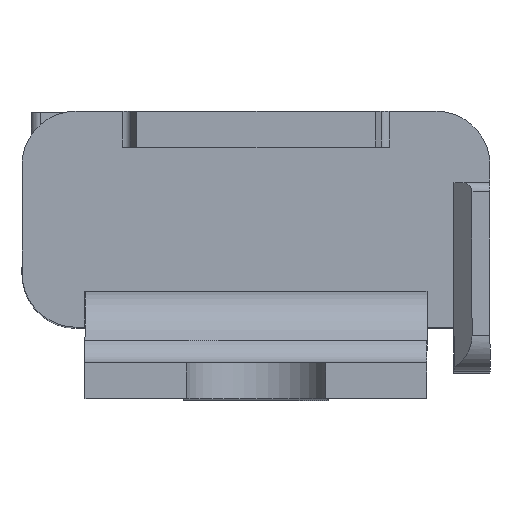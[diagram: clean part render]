
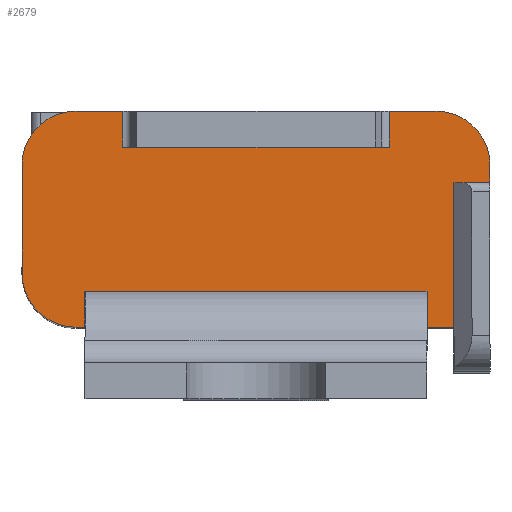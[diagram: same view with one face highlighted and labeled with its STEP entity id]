
A CAD part, top view. The second image highlights one B-rep face of the part: STEP entity #2679.
In plain terms, the highlighted planar face has unit normal (0, 0, 1).
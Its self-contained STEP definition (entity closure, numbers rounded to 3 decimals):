
#1 = CARTESIAN_POINT ( 'NONE',  ( 1.3, -0.2, 0. ) ) ;
#3 = CARTESIAN_POINT ( 'NONE',  ( -0.95, -0.8, 0. ) ) ;
#5 = CARTESIAN_POINT ( 'NONE',  ( -1., 0.2, 0. ) ) ;
#19 = CARTESIAN_POINT ( 'NONE',  ( 0.95, -1., 0. ) ) ;
#33 = CARTESIAN_POINT ( 'NONE',  ( -1.3, -0.7, 0. ) ) ;
#36 = CARTESIAN_POINT ( 'NONE',  ( 1.3, -0.1, 0. ) ) ;
#39 = CARTESIAN_POINT ( 'NONE',  ( 1.1, -0.2, 0. ) ) ;
#52 = CARTESIAN_POINT ( 'NONE',  ( -0.74, 0., 0. ) ) ;
#84 = CARTESIAN_POINT ( 'NONE',  ( 1., 0.2, 0. ) ) ;
#85 = CARTESIAN_POINT ( 'NONE',  ( -0.74, 0.2, 0. ) ) ;
#93 = CARTESIAN_POINT ( 'NONE',  ( 0.74, 0., 0. ) ) ;
#99 = CARTESIAN_POINT ( 'NONE',  ( 0.74, 0.2, 0. ) ) ;
#105 = CARTESIAN_POINT ( 'NONE',  ( 1.1, -1., 0. ) ) ;
#133 = LINE ( 'NONE', #134, #593 ) ;
#134 = CARTESIAN_POINT ( 'NONE',  ( 1.1, 0., 0. ) ) ;
#135 = DIRECTION ( 'NONE',  ( 0., 1., 0. ) ) ;
#142 = LINE ( 'NONE', #143, #780 ) ;
#143 = CARTESIAN_POINT ( 'NONE',  ( -1.1, -0.8, 0. ) ) ;
#144 = DIRECTION ( 'NONE',  ( 1., 0., 0. ) ) ;
#477 = LINE ( 'NONE', #478, #997 ) ;
#478 = CARTESIAN_POINT ( 'NONE',  ( -1., -1., 0. ) ) ;
#479 = DIRECTION ( 'NONE',  ( -1., 0., 0. ) ) ;
#510 = PLANE ( 'NONE',  #995 ) ;
#511 = CARTESIAN_POINT ( 'NONE',  ( -12.296, -0.1, 0. ) ) ;
#512 = DIRECTION ( 'NONE',  ( 0., 0., -1. ) ) ;
#513 = DIRECTION ( 'NONE',  ( 0., 1., 0. ) ) ;
#593 = VECTOR ( 'NONE', #135, 1000. ) ;
#595 = AXIS2_PLACEMENT_3D ( 'NONE', #1943, #1110, #1111 ) ;
#616 = AXIS2_PLACEMENT_3D ( 'NONE', #1112, #1113, #1114 ) ;
#622 = VECTOR ( 'NONE', #1340, 1000. ) ;
#635 = VECTOR ( 'NONE', #1940, 1000. ) ;
#737 = VECTOR ( 'NONE', #1352, 1000. ) ;
#772 = VECTOR ( 'NONE', #1346, 1000. ) ;
#780 = VECTOR ( 'NONE', #144, 1000. ) ;
#790 = VECTOR ( 'NONE', #1618, 1000. ) ;
#794 = AXIS2_PLACEMENT_3D ( 'NONE', #1948, #1945, #1944 ) ;
#802 = VECTOR ( 'NONE', #1127, 1000. ) ;
#819 = VECTOR ( 'NONE', #1133, 1000. ) ;
#827 = VECTOR ( 'NONE', #1124, 1000. ) ;
#963 = VECTOR ( 'NONE', #1343, 1000. ) ;
#990 = FACE_OUTER_BOUND ( 'NONE', #2103, .T. ) ;
#995 = AXIS2_PLACEMENT_3D ( 'NONE', #511, #512, #513 ) ;
#997 = VECTOR ( 'NONE', #479, 1000. ) ;
#1064 = VECTOR ( 'NONE', #3133, 1000. ) ;
#1103 = VECTOR ( 'NONE', #3011, 1000. ) ;
#1110 = DIRECTION ( 'NONE',  ( 0., 0., -1. ) ) ;
#1111 = DIRECTION ( 'NONE',  ( 0., 1., 0. ) ) ;
#1112 = CARTESIAN_POINT ( 'NONE',  ( 1., -0.1, 0. ) ) ;
#1113 = DIRECTION ( 'NONE',  ( 0., 0., -1. ) ) ;
#1114 = DIRECTION ( 'NONE',  ( 0., -1., 0. ) ) ;
#1122 = LINE ( 'NONE', #1123, #827 ) ;
#1123 = CARTESIAN_POINT ( 'NONE',  ( -0.74, -10.949, 0. ) ) ;
#1124 = DIRECTION ( 'NONE',  ( 0., 1., 0. ) ) ;
#1125 = LINE ( 'NONE', #1126, #802 ) ;
#1126 = CARTESIAN_POINT ( 'NONE',  ( -1.3, -0.1, 0. ) ) ;
#1127 = DIRECTION ( 'NONE',  ( 0., -1., 0. ) ) ;
#1131 = LINE ( 'NONE', #1132, #819 ) ;
#1132 = CARTESIAN_POINT ( 'NONE',  ( 1.3, -0.1, 0. ) ) ;
#1133 = DIRECTION ( 'NONE',  ( 0., 1., 0. ) ) ;
#1338 = LINE ( 'NONE', #1339, #622 ) ;
#1339 = CARTESIAN_POINT ( 'NONE',  ( -1., 0.2, 0. ) ) ;
#1340 = DIRECTION ( 'NONE',  ( -1., 0., 0. ) ) ;
#1341 = LINE ( 'NONE', #1342, #963 ) ;
#1342 = CARTESIAN_POINT ( 'NONE',  ( 0.95, 500000., 0. ) ) ;
#1343 = DIRECTION ( 'NONE',  ( 0., 1., 0. ) ) ;
#1344 = LINE ( 'NONE', #1345, #772 ) ;
#1345 = CARTESIAN_POINT ( 'NONE',  ( -0.95, 8.982, 0. ) ) ;
#1346 = DIRECTION ( 'NONE',  ( 0., -1., 0. ) ) ;
#1350 = LINE ( 'NONE', #1351, #737 ) ;
#1351 = CARTESIAN_POINT ( 'NONE',  ( 0.74, -10.949, 0. ) ) ;
#1352 = DIRECTION ( 'NONE',  ( 0., -1., 0. ) ) ;
#1616 = LINE ( 'NONE', #1617, #790 ) ;
#1617 = CARTESIAN_POINT ( 'NONE',  ( -12.296, -0.2, 0. ) ) ;
#1618 = DIRECTION ( 'NONE',  ( 1., 0., 0. ) ) ;
#1649 = CARTESIAN_POINT ( 'NONE',  ( -1.3, -0.1, 0. ) ) ;
#1651 = CARTESIAN_POINT ( 'NONE',  ( -1., -1., 0. ) ) ;
#1658 = CARTESIAN_POINT ( 'NONE',  ( -0.95, -1., 0. ) ) ;
#1669 = CARTESIAN_POINT ( 'NONE',  ( 0.95, -0.8, 0. ) ) ;
#1719 = EDGE_CURVE ( 'NONE', #2032, #2206, #2761, .T. ) ;
#1720 = EDGE_CURVE ( 'NONE', #2481, #2142, #1942, .T. ) ;
#1723 = EDGE_CURVE ( 'NONE', #2029, #2142, #1934, .T. ) ;
#1725 = EDGE_CURVE ( 'NONE', #2475, #2211, #1925, .T. ) ;
#1746 = EDGE_CURVE ( 'NONE', #2367, #2481, #1122, .T. ) ;
#1747 = EDGE_CURVE ( 'NONE', #2029, #2206, #1125, .T. ) ;
#1768 = EDGE_CURVE ( 'NONE', #2132, #2211, #1131, .T. ) ;
#1827 = EDGE_CURVE ( 'NONE', #2475, #2525, #1338, .T. ) ;
#1828 = EDGE_CURVE ( 'NONE', #2168, #2083, #1341, .T. ) ;
#1829 = EDGE_CURVE ( 'NONE', #2136, #2057, #1344, .T. ) ;
#1831 = EDGE_CURVE ( 'NONE', #2525, #2509, #1350, .T. ) ;
#1916 = EDGE_CURVE ( 'NONE', #2216, #2132, #1616, .T. ) ;
#1925 = CIRCLE ( 'NONE', #616, 0.3 ) ;
#1934 = CIRCLE ( 'NONE', #595, 0.3 ) ;
#1936 = ORIENTED_EDGE ( 'NONE', *, *, #2718, .T. ) ;
#1940 = DIRECTION ( 'NONE',  ( -1., 0., 0. ) ) ;
#1941 = CARTESIAN_POINT ( 'NONE',  ( -1., 0.2, 0. ) ) ;
#1942 = LINE ( 'NONE', #1941, #635 ) ;
#1943 = CARTESIAN_POINT ( 'NONE',  ( -1., -0.1, 0. ) ) ;
#1944 = DIRECTION ( 'NONE',  ( -1., 0., 0. ) ) ;
#1945 = DIRECTION ( 'NONE',  ( 0., 0., -1. ) ) ;
#1948 = CARTESIAN_POINT ( 'NONE',  ( -1., -0.7, 0. ) ) ;
#1962 = ORIENTED_EDGE ( 'NONE', *, *, #1723, .F. ) ;
#1963 = ORIENTED_EDGE ( 'NONE', *, *, #1746, .T. ) ;
#1965 = ORIENTED_EDGE ( 'NONE', *, *, #1720, .T. ) ;
#1970 = ORIENTED_EDGE ( 'NONE', *, *, #2567, .T. ) ;
#1971 = ORIENTED_EDGE ( 'NONE', *, *, #1768, .T. ) ;
#1977 = ORIENTED_EDGE ( 'NONE', *, *, #1747, .T. ) ;
#1979 = ORIENTED_EDGE ( 'NONE', *, *, #1725, .F. ) ;
#1985 = ORIENTED_EDGE ( 'NONE', *, *, #1827, .T. ) ;
#1986 = ORIENTED_EDGE ( 'NONE', *, *, #1719, .F. ) ;
#2029 = VERTEX_POINT ( 'NONE', #1649 ) ;
#2032 = VERTEX_POINT ( 'NONE', #1651 ) ;
#2057 = VERTEX_POINT ( 'NONE', #1658 ) ;
#2083 = VERTEX_POINT ( 'NONE', #1669 ) ;
#2103 = EDGE_LOOP ( 'NONE', ( #1986, #2933, #2803, #1970, #2931, #2930, #2932, #2929, #1971, #1979, #1985, #2868, #1936, #1963, #1965, #1962, #1977 ) ) ;
#2132 = VERTEX_POINT ( 'NONE', #1 ) ;
#2136 = VERTEX_POINT ( 'NONE', #3 ) ;
#2142 = VERTEX_POINT ( 'NONE', #5 ) ;
#2168 = VERTEX_POINT ( 'NONE', #19 ) ;
#2206 = VERTEX_POINT ( 'NONE', #33 ) ;
#2211 = VERTEX_POINT ( 'NONE', #36 ) ;
#2216 = VERTEX_POINT ( 'NONE', #39 ) ;
#2367 = VERTEX_POINT ( 'NONE', #52 ) ;
#2475 = VERTEX_POINT ( 'NONE', #84 ) ;
#2481 = VERTEX_POINT ( 'NONE', #85 ) ;
#2509 = VERTEX_POINT ( 'NONE', #93 ) ;
#2525 = VERTEX_POINT ( 'NONE', #99 ) ;
#2541 = VERTEX_POINT ( 'NONE', #105 ) ;
#2564 = EDGE_CURVE ( 'NONE', #2541, #2216, #133, .T. ) ;
#2567 = EDGE_CURVE ( 'NONE', #2136, #2083, #142, .T. ) ;
#2668 = EDGE_CURVE ( 'NONE', #2541, #2168, #477, .T. ) ;
#2679 = ADVANCED_FACE ( 'NONE', ( #990 ), #510, .F. ) ;
#2718 = EDGE_CURVE ( 'NONE', #2509, #2367, #3009, .T. ) ;
#2755 = EDGE_CURVE ( 'NONE', #2032, #2057, #3131, .T. ) ;
#2761 = CIRCLE ( 'NONE', #794, 0.3 ) ;
#2803 = ORIENTED_EDGE ( 'NONE', *, *, #1829, .F. ) ;
#2868 = ORIENTED_EDGE ( 'NONE', *, *, #1831, .T. ) ;
#2929 = ORIENTED_EDGE ( 'NONE', *, *, #1916, .T. ) ;
#2930 = ORIENTED_EDGE ( 'NONE', *, *, #2668, .F. ) ;
#2931 = ORIENTED_EDGE ( 'NONE', *, *, #1828, .F. ) ;
#2932 = ORIENTED_EDGE ( 'NONE', *, *, #2564, .T. ) ;
#2933 = ORIENTED_EDGE ( 'NONE', *, *, #2755, .T. ) ;
#3009 = LINE ( 'NONE', #3010, #1103 ) ;
#3010 = CARTESIAN_POINT ( 'NONE',  ( -1.1, 0., 0. ) ) ;
#3011 = DIRECTION ( 'NONE',  ( -1., 0., 0. ) ) ;
#3131 = LINE ( 'NONE', #3132, #1064 ) ;
#3132 = CARTESIAN_POINT ( 'NONE',  ( -1., -1., 0. ) ) ;
#3133 = DIRECTION ( 'NONE',  ( 1., 0., 0. ) ) ;
